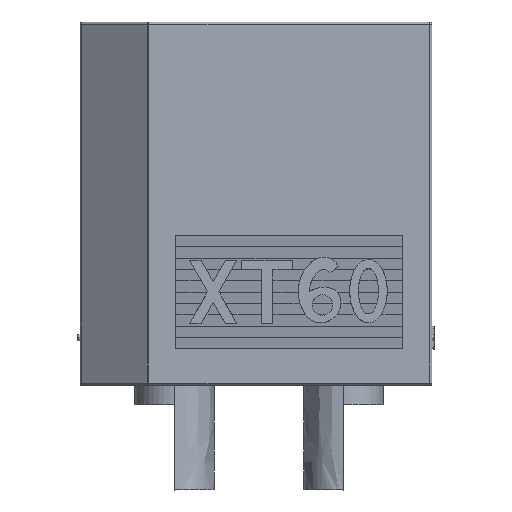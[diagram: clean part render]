
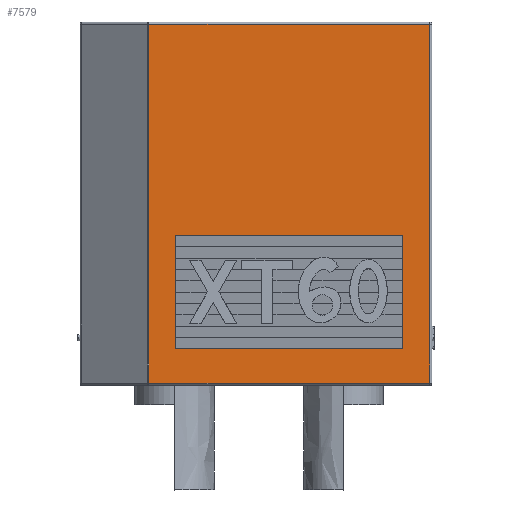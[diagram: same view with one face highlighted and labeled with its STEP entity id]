
A CAD part, top view. The second image highlights one B-rep face of the part: STEP entity #7579.
In plain terms, the highlighted planar face has unit normal (0, 0, 1).
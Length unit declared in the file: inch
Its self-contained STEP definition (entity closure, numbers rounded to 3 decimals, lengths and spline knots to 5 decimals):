
#18 = CARTESIAN_POINT ( 'NONE',  ( -1.27604, 6.50591, 0.12324 ) ) ;
#99 = VECTOR ( 'NONE', #5658, 39.37008 ) ;
#138 = FACE_OUTER_BOUND ( 'NONE', #8656, .T. ) ;
#454 = VERTEX_POINT ( 'NONE', #4632 ) ;
#946 = CARTESIAN_POINT ( 'NONE',  ( -0.82864, 6.88191, 0.12324 ) ) ;
#2037 = ORIENTED_EDGE ( 'NONE', *, *, #14016, .T. ) ;
#2137 = PLANE ( 'NONE',  #12718 ) ;
#2241 = CARTESIAN_POINT ( 'NONE',  ( -1.32345, 6.24591, 0.12324 ) ) ;
#2389 = EDGE_CURVE ( 'NONE', #12589, #8615, #10106, .T. ) ;
#2618 = DIRECTION ( 'NONE',  ( 0., 1., 0. ) ) ;
#2763 = CARTESIAN_POINT ( 'NONE',  ( -0.82864, 6.24591, 0.12324 ) ) ;
#3207 = ORIENTED_EDGE ( 'NONE', *, *, #8561, .F. ) ;
#3453 = VECTOR ( 'NONE', #11052, 39.37008 ) ;
#3461 = DIRECTION ( 'NONE',  ( 1., 0., 0. ) ) ;
#3532 = ORIENTED_EDGE ( 'NONE', *, *, #6173, .T. ) ;
#3677 = VECTOR ( 'NONE', #3461, 39.37008 ) ;
#3731 = LINE ( 'NONE', #13238, #99 ) ;
#3889 = CARTESIAN_POINT ( 'NONE',  ( -1.32345, 6.87791, 0.12324 ) ) ;
#4130 = VECTOR ( 'NONE', #2618, 39.37008 ) ;
#4424 = ORIENTED_EDGE ( 'NONE', *, *, #9522, .F. ) ;
#4632 = CARTESIAN_POINT ( 'NONE',  ( -0.82864, 6.87791, 0.12324 ) ) ;
#5030 = VERTEX_POINT ( 'NONE', #11753 ) ;
#5095 = EDGE_CURVE ( 'NONE', #8615, #454, #10699, .T. ) ;
#5379 = DIRECTION ( 'NONE',  ( 0., 1., 0. ) ) ;
#5597 = ORIENTED_EDGE ( 'NONE', *, *, #2389, .T. ) ;
#5658 = DIRECTION ( 'NONE',  ( 0., -1., 0. ) ) ;
#5670 = CARTESIAN_POINT ( 'NONE',  ( -1.27604, 6.30591, 0.12324 ) ) ;
#5986 = DIRECTION ( 'NONE',  ( -1., 0., 0. ) ) ;
#6173 = EDGE_CURVE ( 'NONE', #454, #6572, #8958, .T. ) ;
#6195 = ORIENTED_EDGE ( 'NONE', *, *, #5095, .T. ) ;
#6231 = VECTOR ( 'NONE', #5986, 39.37008 ) ;
#6346 = VECTOR ( 'NONE', #5379, 39.37008 ) ;
#6572 = VERTEX_POINT ( 'NONE', #3889 ) ;
#6718 = CARTESIAN_POINT ( 'NONE',  ( -1.27604, 6.50591, 0.12324 ) ) ;
#6928 = CARTESIAN_POINT ( 'NONE',  ( -1.27604, 6.30591, 0.12324 ) ) ;
#7226 = DIRECTION ( 'NONE',  ( 1., 0., 0. ) ) ;
#7579 = ADVANCED_FACE ( 'NONE', ( #8747, #138 ), #2137, .F. ) ;
#7800 = LINE ( 'NONE', #6718, #3453 ) ;
#7962 = CARTESIAN_POINT ( 'NONE',  ( -0.87604, 6.30591, 0.12324 ) ) ;
#8561 = EDGE_CURVE ( 'NONE', #5030, #13436, #10230, .T. ) ;
#8615 = VERTEX_POINT ( 'NONE', #2763 ) ;
#8623 = VECTOR ( 'NONE', #12207, 39.37008 ) ;
#8656 = EDGE_LOOP ( 'NONE', ( #5597, #6195, #3532, #2037 ) ) ;
#8747 = FACE_BOUND ( 'NONE', #9673, .T. ) ;
#8958 = LINE ( 'NONE', #13270, #8623 ) ;
#9039 = CARTESIAN_POINT ( 'NONE',  ( -1.32464, 6.24591, 0.12324 ) ) ;
#9522 = EDGE_CURVE ( 'NONE', #9626, #5030, #13182, .T. ) ;
#9523 = EDGE_CURVE ( 'NONE', #9812, #9626, #7800, .T. ) ;
#9626 = VERTEX_POINT ( 'NONE', #6928 ) ;
#9673 = EDGE_LOOP ( 'NONE', ( #4424, #10485, #13718, #3207 ) ) ;
#9731 = DIRECTION ( 'NONE',  ( 0., 0., -1. ) ) ;
#9812 = VERTEX_POINT ( 'NONE', #18 ) ;
#9927 = CARTESIAN_POINT ( 'NONE',  ( -0.87604, 6.50591, 0.12324 ) ) ;
#10106 = LINE ( 'NONE', #9039, #13127 ) ;
#10230 = LINE ( 'NONE', #7962, #4130 ) ;
#10485 = ORIENTED_EDGE ( 'NONE', *, *, #9523, .F. ) ;
#10699 = LINE ( 'NONE', #946, #6346 ) ;
#10807 = CARTESIAN_POINT ( 'NONE',  ( -1.32464, 6.88191, 0.12324 ) ) ;
#11052 = DIRECTION ( 'NONE',  ( 0., -1., 0. ) ) ;
#11753 = CARTESIAN_POINT ( 'NONE',  ( -0.87604, 6.30591, 0.12324 ) ) ;
#12207 = DIRECTION ( 'NONE',  ( -1., 0., 0. ) ) ;
#12220 = LINE ( 'NONE', #13351, #6231 ) ;
#12589 = VERTEX_POINT ( 'NONE', #2241 ) ;
#12718 = AXIS2_PLACEMENT_3D ( 'NONE', #10807, #9731, #14059 ) ;
#12941 = EDGE_CURVE ( 'NONE', #13436, #9812, #12220, .T. ) ;
#13127 = VECTOR ( 'NONE', #7226, 39.37008 ) ;
#13182 = LINE ( 'NONE', #5670, #3677 ) ;
#13238 = CARTESIAN_POINT ( 'NONE',  ( -1.32345, 6.88191, 0.12324 ) ) ;
#13270 = CARTESIAN_POINT ( 'NONE',  ( -1.32464, 6.87791, 0.12324 ) ) ;
#13351 = CARTESIAN_POINT ( 'NONE',  ( -0.87604, 6.50591, 0.12324 ) ) ;
#13436 = VERTEX_POINT ( 'NONE', #9927 ) ;
#13718 = ORIENTED_EDGE ( 'NONE', *, *, #12941, .F. ) ;
#14016 = EDGE_CURVE ( 'NONE', #6572, #12589, #3731, .T. ) ;
#14059 = DIRECTION ( 'NONE',  ( 0., -1., 0. ) ) ;
